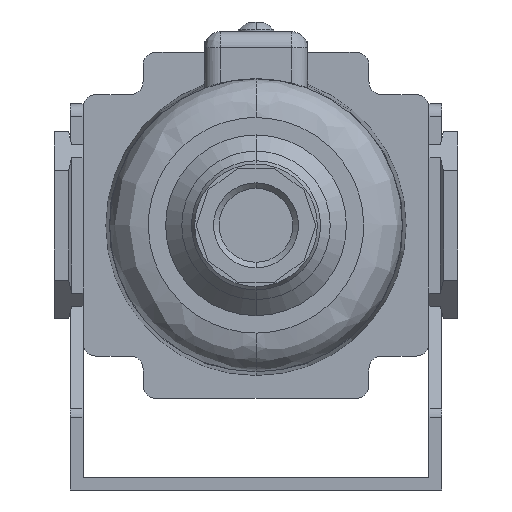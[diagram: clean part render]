
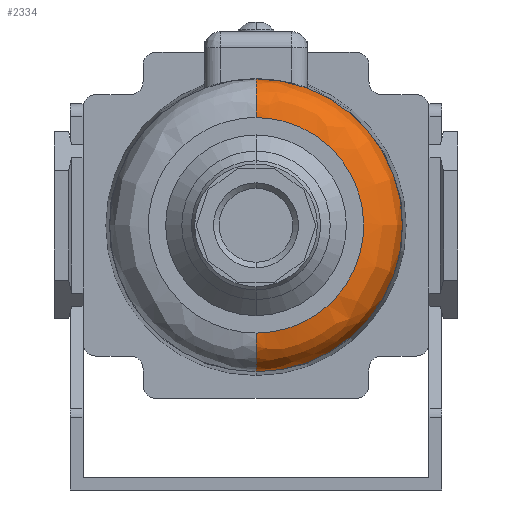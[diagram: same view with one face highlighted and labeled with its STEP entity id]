
A CAD part, front view. The second image highlights one B-rep face of the part: STEP entity #2334.
In plain terms, the highlighted free-form (B-spline) face has degree [3, 3] with [4, 4] control points.
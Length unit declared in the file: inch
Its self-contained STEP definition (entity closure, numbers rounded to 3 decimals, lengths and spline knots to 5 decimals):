
#166 = CARTESIAN_POINT ( 'NONE',  ( 0., -5.25984, -0.65692 ) ) ;
#338 = CARTESIAN_POINT ( 'NONE',  ( 0., -5.25984, 0.65692 ) ) ;
#357 = DIRECTION ( 'NONE',  ( 0., 0., 1. ) ) ;
#452 = AXIS2_PLACEMENT_3D ( 'NONE', #4827, #6335, #357 ) ;
#695 = CARTESIAN_POINT ( 'NONE',  ( 0., -5.16275, -0.89231 ) ) ;
#748 = CARTESIAN_POINT ( 'NONE',  ( 0., -5.02362, 0.65692 ) ) ;
#978 = FACE_OUTER_BOUND ( 'NONE', #2194, .T. ) ;
#1088 = CARTESIAN_POINT ( 'NONE',  ( 0., -5.25984, 0.65692 ) ) ;
#1167 = CARTESIAN_POINT ( 'NONE',  ( 0., -5.25984, 0.79464 ) ) ;
#1191 = CARTESIAN_POINT ( 'NONE',  ( 1.78463, -5.16275, -0.89231 ) ) ;
#1421 = CIRCLE ( 'NONE', #452, 0.89314 ) ;
#1511 = VERTEX_POINT ( 'NONE', #5730 ) ;
#1648 = CARTESIAN_POINT ( 'NONE',  ( 1.31384, -5.25984, 0.65692 ) ) ;
#1787 = DIRECTION ( 'NONE',  ( 1., 0., 0. ) ) ;
#1803 = AXIS2_PLACEMENT_3D ( 'NONE', #748, #6124, #3184 ) ;
#1840 = VERTEX_POINT ( 'NONE', #166 ) ;
#2026 = CARTESIAN_POINT ( 'NONE',  ( 0., -5.25984, -0.65692 ) ) ;
#2064 = CARTESIAN_POINT ( 'NONE',  ( 1.31384, -5.25984, 0.65692 ) ) ;
#2194 = EDGE_LOOP ( 'NONE', ( #6017, #6235, #3382, #5087 ) ) ;
#2239 = CARTESIAN_POINT ( 'NONE',  ( 0., -5.02504, 0.89314 ) ) ;
#2263 = DIRECTION ( 'NONE',  ( 0., 0., -1. ) ) ;
#2334 = ADVANCED_FACE ( 'NONE', ( #978 ), #4662, .T. ) ;
#2345 = VERTEX_POINT ( 'NONE', #338 ) ;
#2506 = EDGE_CURVE ( 'NONE', #1511, #3188, #1421, .T. ) ;
#2621 = CARTESIAN_POINT ( 'NONE',  ( 0., -5.16275, 0.89231 ) ) ;
#2986 = EDGE_CURVE ( 'NONE', #1840, #3188, #3114, .T. ) ;
#3114 = CIRCLE ( 'NONE', #5922, 0.23622 ) ;
#3131 = CARTESIAN_POINT ( 'NONE',  ( 0., -5.02504, -0.89314 ) ) ;
#3184 = DIRECTION ( 'NONE',  ( 0., 0., 1. ) ) ;
#3188 = VERTEX_POINT ( 'NONE', #5400 ) ;
#3382 = ORIENTED_EDGE ( 'NONE', *, *, #2986, .T. ) ;
#3591 = CARTESIAN_POINT ( 'NONE',  ( 1.58928, -5.25984, 0.79464 ) ) ;
#3640 = CARTESIAN_POINT ( 'NONE',  ( 1.58928, -5.25984, -0.79464 ) ) ;
#4082 = CARTESIAN_POINT ( 'NONE',  ( 0., -5.25984, -0.79464 ) ) ;
#4194 = EDGE_CURVE ( 'NONE', #2345, #1840, #5781, .T. ) ;
#4304 = EDGE_CURVE ( 'NONE', #2345, #1511, #5451, .T. ) ;
#4580 = CARTESIAN_POINT ( 'NONE',  ( 0., -5.25984, 0.65692 ) ) ;
#4624 = CARTESIAN_POINT ( 'NONE',  ( 1.78628, -5.02504, -0.89314 ) ) ;
#4662 =( BOUNDED_SURFACE ( )  B_SPLINE_SURFACE ( 3, 3, ( 
 ( #6117, #6078, #1648, #4580 ),
 ( #4082, #3640, #3591, #1167 ),
 ( #695, #1191, #5581, #2621 ),
 ( #3131, #4624, #5111, #2239 ) ),
 .UNSPECIFIED., .F., .F., .T. ) 
 B_SPLINE_SURFACE_WITH_KNOTS ( ( 4, 4 ),
 ( 4, 4 ),
 ( 0., 1. ),
 ( 0., 1. ),
 .UNSPECIFIED. ) 
 GEOMETRIC_REPRESENTATION_ITEM ( )  RATIONAL_B_SPLINE_SURFACE ( (
 ( 1., 0.333, 0.333, 1.),
 ( 0.806, 0.269, 0.269, 0.806),
 ( 0.806, 0.269, 0.269, 0.806),
 ( 1., 0.333, 0.333, 1.) ) ) 
 REPRESENTATION_ITEM ( '' )  SURFACE ( )  );
#4827 = CARTESIAN_POINT ( 'NONE',  ( 0., -5.02504, 0. ) ) ;
#5087 = ORIENTED_EDGE ( 'NONE', *, *, #2506, .F. ) ;
#5111 = CARTESIAN_POINT ( 'NONE',  ( 1.78628, -5.02504, 0.89314 ) ) ;
#5206 = CARTESIAN_POINT ( 'NONE',  ( 0., -5.02362, -0.65692 ) ) ;
#5400 = CARTESIAN_POINT ( 'NONE',  ( 0., -5.02504, -0.89314 ) ) ;
#5451 = CIRCLE ( 'NONE', #1803, 0.23622 ) ;
#5510 = CARTESIAN_POINT ( 'NONE',  ( 1.31384, -5.25984, -0.65692 ) ) ;
#5581 = CARTESIAN_POINT ( 'NONE',  ( 1.78463, -5.16275, 0.89231 ) ) ;
#5730 = CARTESIAN_POINT ( 'NONE',  ( 0., -5.02504, 0.89314 ) ) ;
#5781 =( BOUNDED_CURVE ( )  B_SPLINE_CURVE ( 3, ( #1088, #2064, #5510, #2026 ),
 .UNSPECIFIED., .F., .T. ) 
 B_SPLINE_CURVE_WITH_KNOTS ( ( 4, 4 ),
 ( 0.5, 1. ),
 .UNSPECIFIED. ) 
 CURVE ( )  GEOMETRIC_REPRESENTATION_ITEM ( )  RATIONAL_B_SPLINE_CURVE ( ( 1., 0.333, 0.333, 1. ) ) 
 REPRESENTATION_ITEM ( '' )  );
#5922 = AXIS2_PLACEMENT_3D ( 'NONE', #5206, #1787, #2263 ) ;
#6017 = ORIENTED_EDGE ( 'NONE', *, *, #4304, .F. ) ;
#6078 = CARTESIAN_POINT ( 'NONE',  ( 1.31384, -5.25984, -0.65692 ) ) ;
#6117 = CARTESIAN_POINT ( 'NONE',  ( 0., -5.25984, -0.65692 ) ) ;
#6124 = DIRECTION ( 'NONE',  ( -1., 0., 0. ) ) ;
#6235 = ORIENTED_EDGE ( 'NONE', *, *, #4194, .T. ) ;
#6335 = DIRECTION ( 'NONE',  ( 0., 1., 0. ) ) ;
